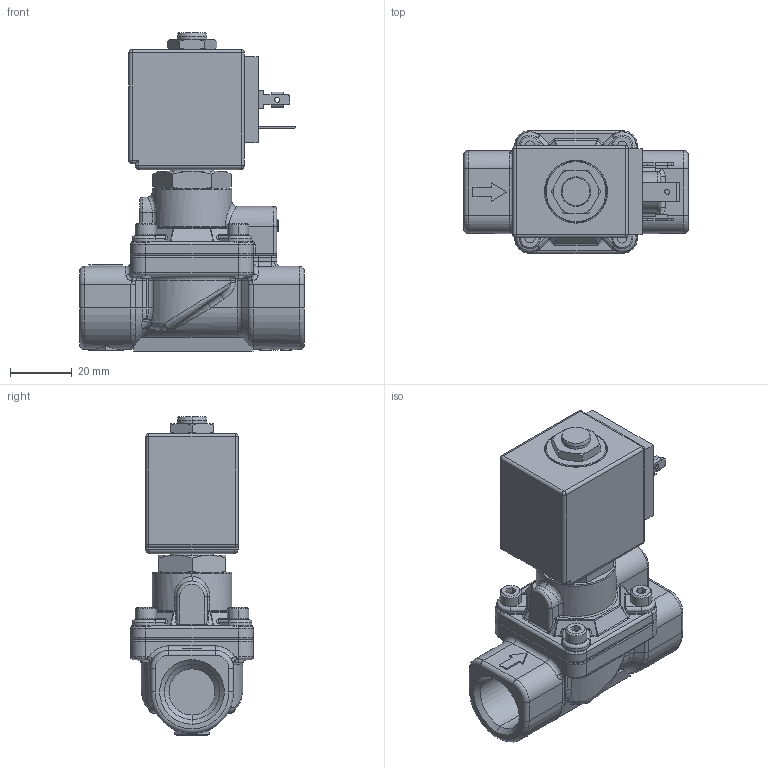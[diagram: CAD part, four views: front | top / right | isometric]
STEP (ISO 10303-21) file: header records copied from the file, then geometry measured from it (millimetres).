
FILE_DESCRIPTION((''),'2;1');
FILE_NAME('21X2KT120_BDA_INGOMBRO_ASM','2009-07-14T',('romeri'),('O.D.E.'),'PRO/ENGINEER BY PARAMETRIC TECHNOLOGY CORPORATION, 2005450','PRO/ENGINEER BY PARAMETRIC TECHNOLOGY CORPORATION, 2005450','');
FILE_SCHEMA(('CONFIG_CONTROL_DESIGN'));
Length unit declared in the file: millimetre
Products named in the file (9): 4500X2_T_INGOMBRO; 451459_INGOMBRO; 450811_INGOMBRO; BOBINA_8_W_INGOMBRO; 450940; 450939; VITE_T_CIL_ESAG-INC_M4X14; GRANO_M4X5; 21X2KT120_BDA_INGOMBRO_ASM
Assembly tree (11 placements, depth 2):
  21X2KT120_BDA_INGOMBRO_ASM
    4500X2_T_INGOMBRO
    451459_INGOMBRO
    450811_INGOMBRO
    BOBINA_8_W_INGOMBRO
    450940
    450939
    VITE_T_CIL_ESAG-INC_M4X14  x4
    GRANO_M4X5
Bounding box: 73 x 40 x 103.4 mm (x, y, z)
Volume: 62464 mm3; surface area: 38892.2 mm2
Topology: 10 solids, 16 shells, 1039 faces, 2458 edges, 1484 vertices
Faces by surface type: plane 437, cylinder 290, bspline 105, torus 97, cone 90, sphere 20
Entity records: 41172 total; most frequent: CARTESIAN_POINT 10054, ORIENTED_EDGE 4628, DIRECTION 4404, EDGE_CURVE 2316, PRESENTATION_STYLE_ASSIGNMENT 2037, STYLED_ITEM 1971, CURVE_STYLE 1698, AXIS2_PLACEMENT_3D 1629
